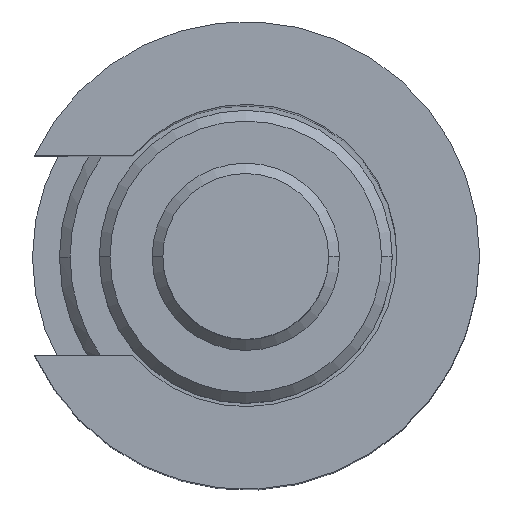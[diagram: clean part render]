
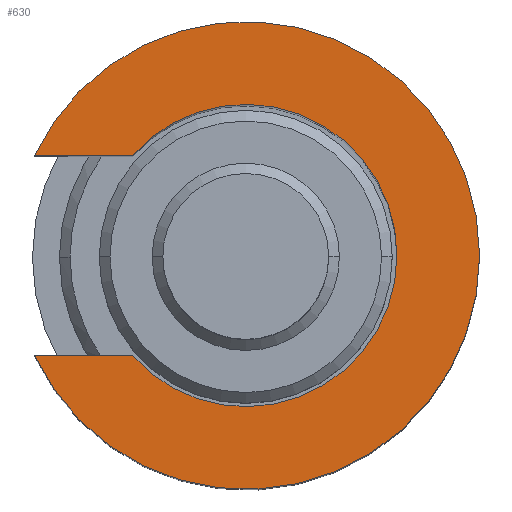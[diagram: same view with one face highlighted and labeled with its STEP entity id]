
A CAD part, top view. The second image highlights one B-rep face of the part: STEP entity #630.
In plain terms, the highlighted planar face has unit normal (0, 0, 1).
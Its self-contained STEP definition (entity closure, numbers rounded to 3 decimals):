
#81 = EDGE_CURVE ( 'NONE', #874, #841, #1402, .T. ) ;
#144 = DIRECTION ( 'NONE',  ( 1., 0., 0. ) ) ;
#148 = DIRECTION ( 'NONE',  ( 0., 0., 1. ) ) ;
#156 = VERTEX_POINT ( 'NONE', #192 ) ;
#168 = PLANE ( 'NONE',  #1442 ) ;
#191 = FACE_OUTER_BOUND ( 'NONE', #1185, .T. ) ;
#192 = CARTESIAN_POINT ( 'NONE',  ( -2.113, -1.875, 0. ) ) ;
#209 = VERTEX_POINT ( 'NONE', #393 ) ;
#213 = CARTESIAN_POINT ( 'NONE',  ( 0., 0., 0. ) ) ;
#222 = LINE ( 'NONE', #386, #1516 ) ;
#235 = DIRECTION ( 'NONE',  ( 1., 0., 0. ) ) ;
#259 = CARTESIAN_POINT ( 'NONE',  ( 0., 2.825, 0. ) ) ;
#302 = DIRECTION ( 'NONE',  ( 0., 0., 1. ) ) ;
#319 = LINE ( 'NONE', #487, #1508 ) ;
#342 = DIRECTION ( 'NONE',  ( 0., 0., 1. ) ) ;
#362 = DIRECTION ( 'NONE',  ( 1., 0., 0. ) ) ;
#363 = DIRECTION ( 'NONE',  ( 1., 0., 0. ) ) ;
#373 = CARTESIAN_POINT ( 'NONE',  ( 0., 0., 0. ) ) ;
#386 = CARTESIAN_POINT ( 'NONE',  ( -4.808, 1.875, 0. ) ) ;
#388 = DIRECTION ( 'NONE',  ( 1., 0., 0. ) ) ;
#391 = DIRECTION ( 'NONE',  ( 0., 0., 1. ) ) ;
#393 = CARTESIAN_POINT ( 'NONE',  ( -3.947, 1.875, 0. ) ) ;
#395 = DIRECTION ( 'NONE',  ( -1., 0., 0. ) ) ;
#423 = CARTESIAN_POINT ( 'NONE',  ( 0., 0., 0. ) ) ;
#428 = DIRECTION ( 'NONE',  ( 0., 0., 1. ) ) ;
#448 = DIRECTION ( 'NONE',  ( 1., 0., 0. ) ) ;
#487 = CARTESIAN_POINT ( 'NONE',  ( -0.668, -1.875, 0. ) ) ;
#527 = CARTESIAN_POINT ( 'NONE',  ( 0., 0., 0. ) ) ;
#554 = EDGE_CURVE ( 'NONE', #852, #875, #1481, .T. ) ;
#557 = CARTESIAN_POINT ( 'NONE',  ( -2.113, 1.875, 0. ) ) ;
#626 = EDGE_CURVE ( 'NONE', #156, #874, #1485, .T. ) ;
#627 = EDGE_CURVE ( 'NONE', #209, #841, #222, .T. ) ;
#628 = EDGE_CURVE ( 'NONE', #875, #209, #1519, .T. ) ;
#629 = EDGE_CURVE ( 'NONE', #156, #852, #319, .T. ) ;
#630 = ADVANCED_FACE ( 'NONE', ( #191 ), #168, .T. ) ;
#841 = VERTEX_POINT ( 'NONE', #557 ) ;
#852 = VERTEX_POINT ( 'NONE', #1064 ) ;
#874 = VERTEX_POINT ( 'NONE', #1072 ) ;
#875 = VERTEX_POINT ( 'NONE', #1097 ) ;
#1064 = CARTESIAN_POINT ( 'NONE',  ( -3.947, -1.875, 0. ) ) ;
#1072 = CARTESIAN_POINT ( 'NONE',  ( 2.825, 0., 0. ) ) ;
#1097 = CARTESIAN_POINT ( 'NONE',  ( 4.37, 0., 0. ) ) ;
#1185 = EDGE_LOOP ( 'NONE', ( #1287, #1283, #1281, #1346, #1305, #1323 ) ) ;
#1281 = ORIENTED_EDGE ( 'NONE', *, *, #628, .T. ) ;
#1283 = ORIENTED_EDGE ( 'NONE', *, *, #554, .T. ) ;
#1287 = ORIENTED_EDGE ( 'NONE', *, *, #629, .T. ) ;
#1305 = ORIENTED_EDGE ( 'NONE', *, *, #81, .F. ) ;
#1323 = ORIENTED_EDGE ( 'NONE', *, *, #626, .F. ) ;
#1346 = ORIENTED_EDGE ( 'NONE', *, *, #627, .T. ) ;
#1396 = AXIS2_PLACEMENT_3D ( 'NONE', #213, #148, #144 ) ;
#1402 = CIRCLE ( 'NONE', #1532, 2.825 ) ;
#1442 = AXIS2_PLACEMENT_3D ( 'NONE', #259, #428, #388 ) ;
#1481 = CIRCLE ( 'NONE', #1507, 4.37 ) ;
#1485 = CIRCLE ( 'NONE', #1396, 2.825 ) ;
#1489 = AXIS2_PLACEMENT_3D ( 'NONE', #373, #391, #362 ) ;
#1507 = AXIS2_PLACEMENT_3D ( 'NONE', #423, #302, #448 ) ;
#1508 = VECTOR ( 'NONE', #395, 1000. ) ;
#1516 = VECTOR ( 'NONE', #363, 1000. ) ;
#1519 = CIRCLE ( 'NONE', #1489, 4.37 ) ;
#1532 = AXIS2_PLACEMENT_3D ( 'NONE', #527, #342, #235 ) ;
